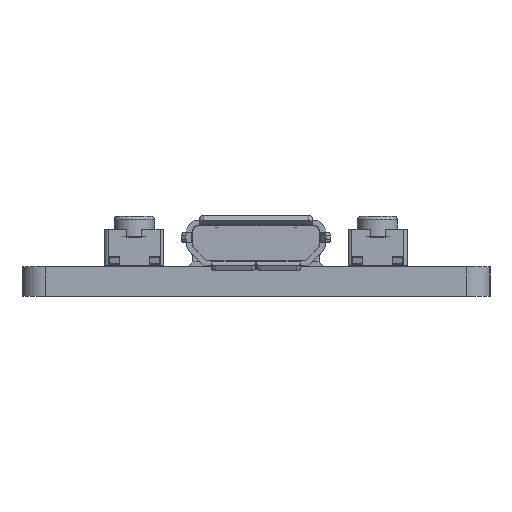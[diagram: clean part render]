
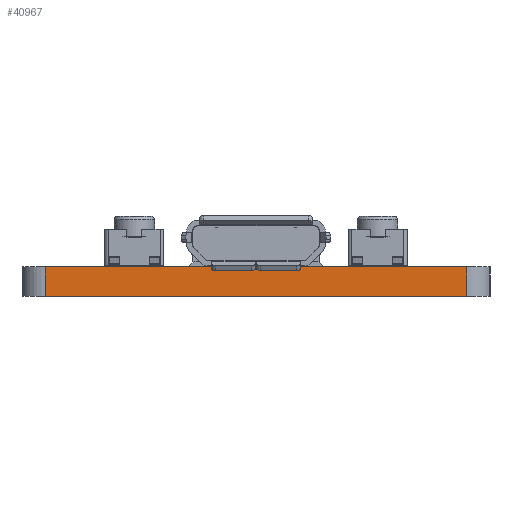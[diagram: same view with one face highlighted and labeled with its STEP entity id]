
A CAD part, left-side view. The second image highlights one B-rep face of the part: STEP entity #40967.
In plain terms, the highlighted planar face has unit normal (-1, 0, 0).
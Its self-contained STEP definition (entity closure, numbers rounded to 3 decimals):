
#36934 = PLANE('',#36935);
#36935 = AXIS2_PLACEMENT_3D('',#36936,#36937,#36938);
#36936 = CARTESIAN_POINT('',(152.654,-105.41,1.6));
#36937 = DIRECTION('',(0.,0.,1.));
#36938 = DIRECTION('',(1.,0.,-0.));
#36989 = PLANE('',#36990);
#36990 = AXIS2_PLACEMENT_3D('',#36991,#36992,#36993);
#36991 = CARTESIAN_POINT('',(152.654,-105.41,0.));
#36992 = DIRECTION('',(0.,0.,1.));
#36993 = DIRECTION('',(1.,0.,-0.));
#37022 = CYLINDRICAL_SURFACE('',#37023,1.27);
#37023 = AXIS2_PLACEMENT_3D('',#37024,#37025,#37026);
#37024 = CARTESIAN_POINT('',(121.793,-116.84,0.));
#37025 = DIRECTION('',(-0.,-0.,-1.));
#37026 = DIRECTION('',(1.,0.,-0.));
#37211 = VERTEX_POINT('',#37212);
#37212 = CARTESIAN_POINT('',(120.523,-93.98,0.));
#37227 = CYLINDRICAL_SURFACE('',#37228,1.27);
#37228 = AXIS2_PLACEMENT_3D('',#37229,#37230,#37231);
#37229 = CARTESIAN_POINT('',(121.793,-93.98,0.));
#37230 = DIRECTION('',(-0.,-0.,-1.));
#37231 = DIRECTION('',(1.,0.,-0.));
#37239 = EDGE_CURVE('',#37211,#37240,#37242,.T.);
#37240 = VERTEX_POINT('',#37241);
#37241 = CARTESIAN_POINT('',(120.523,-116.84,0.));
#37242 = SURFACE_CURVE('',#37243,(#37247,#37254),.PCURVE_S1.);
#37243 = LINE('',#37244,#37245);
#37244 = CARTESIAN_POINT('',(120.523,-93.98,0.));
#37245 = VECTOR('',#37246,1.);
#37246 = DIRECTION('',(0.,-1.,0.));
#37247 = PCURVE('',#36989,#37248);
#37248 = DEFINITIONAL_REPRESENTATION('',(#37249),#37253);
#37249 = LINE('',#37250,#37251);
#37250 = CARTESIAN_POINT('',(-32.131,11.43));
#37251 = VECTOR('',#37252,1.);
#37252 = DIRECTION('',(0.,-1.));
#37253 = ( GEOMETRIC_REPRESENTATION_CONTEXT(2) 
PARAMETRIC_REPRESENTATION_CONTEXT() REPRESENTATION_CONTEXT('2D SPACE',''
  ) );
#37254 = PCURVE('',#37255,#37260);
#37255 = PLANE('',#37256);
#37256 = AXIS2_PLACEMENT_3D('',#37257,#37258,#37259);
#37257 = CARTESIAN_POINT('',(120.523,-93.98,0.));
#37258 = DIRECTION('',(1.,0.,-0.));
#37259 = DIRECTION('',(0.,-1.,0.));
#37260 = DEFINITIONAL_REPRESENTATION('',(#37261),#37265);
#37261 = LINE('',#37262,#37263);
#37262 = CARTESIAN_POINT('',(0.,0.));
#37263 = VECTOR('',#37264,1.);
#37264 = DIRECTION('',(1.,0.));
#37265 = ( GEOMETRIC_REPRESENTATION_CONTEXT(2) 
PARAMETRIC_REPRESENTATION_CONTEXT() REPRESENTATION_CONTEXT('2D SPACE',''
  ) );
#39249 = VERTEX_POINT('',#39250);
#39250 = CARTESIAN_POINT('',(120.523,-93.98,1.6));
#39272 = EDGE_CURVE('',#39249,#39273,#39275,.T.);
#39273 = VERTEX_POINT('',#39274);
#39274 = CARTESIAN_POINT('',(120.523,-116.84,1.6));
#39275 = SURFACE_CURVE('',#39276,(#39280,#39287),.PCURVE_S1.);
#39276 = LINE('',#39277,#39278);
#39277 = CARTESIAN_POINT('',(120.523,-93.98,1.6));
#39278 = VECTOR('',#39279,1.);
#39279 = DIRECTION('',(0.,-1.,0.));
#39280 = PCURVE('',#36934,#39281);
#39281 = DEFINITIONAL_REPRESENTATION('',(#39282),#39286);
#39282 = LINE('',#39283,#39284);
#39283 = CARTESIAN_POINT('',(-32.131,11.43));
#39284 = VECTOR('',#39285,1.);
#39285 = DIRECTION('',(0.,-1.));
#39286 = ( GEOMETRIC_REPRESENTATION_CONTEXT(2) 
PARAMETRIC_REPRESENTATION_CONTEXT() REPRESENTATION_CONTEXT('2D SPACE',''
  ) );
#39287 = PCURVE('',#37255,#39288);
#39288 = DEFINITIONAL_REPRESENTATION('',(#39289),#39293);
#39289 = LINE('',#39290,#39291);
#39290 = CARTESIAN_POINT('',(0.,-1.6));
#39291 = VECTOR('',#39292,1.);
#39292 = DIRECTION('',(1.,0.));
#39293 = ( GEOMETRIC_REPRESENTATION_CONTEXT(2) 
PARAMETRIC_REPRESENTATION_CONTEXT() REPRESENTATION_CONTEXT('2D SPACE',''
  ) );
#40917 = EDGE_CURVE('',#37240,#39273,#40918,.T.);
#40918 = SURFACE_CURVE('',#40919,(#40923,#40930),.PCURVE_S1.);
#40919 = LINE('',#40920,#40921);
#40920 = CARTESIAN_POINT('',(120.523,-116.84,0.));
#40921 = VECTOR('',#40922,1.);
#40922 = DIRECTION('',(0.,0.,1.));
#40923 = PCURVE('',#37022,#40924);
#40924 = DEFINITIONAL_REPRESENTATION('',(#40925),#40929);
#40925 = LINE('',#40926,#40927);
#40926 = CARTESIAN_POINT('',(-3.142,0.));
#40927 = VECTOR('',#40928,1.);
#40928 = DIRECTION('',(-0.,-1.));
#40929 = ( GEOMETRIC_REPRESENTATION_CONTEXT(2) 
PARAMETRIC_REPRESENTATION_CONTEXT() REPRESENTATION_CONTEXT('2D SPACE',''
  ) );
#40930 = PCURVE('',#37255,#40931);
#40931 = DEFINITIONAL_REPRESENTATION('',(#40932),#40936);
#40932 = LINE('',#40933,#40934);
#40933 = CARTESIAN_POINT('',(22.86,0.));
#40934 = VECTOR('',#40935,1.);
#40935 = DIRECTION('',(0.,-1.));
#40936 = ( GEOMETRIC_REPRESENTATION_CONTEXT(2) 
PARAMETRIC_REPRESENTATION_CONTEXT() REPRESENTATION_CONTEXT('2D SPACE',''
  ) );
#40967 = ADVANCED_FACE('',(#40968),#37255,.F.);
#40968 = FACE_BOUND('',#40969,.F.);
#40969 = EDGE_LOOP('',(#40970,#40991,#40992,#40993));
#40970 = ORIENTED_EDGE('',*,*,#40971,.T.);
#40971 = EDGE_CURVE('',#37211,#39249,#40972,.T.);
#40972 = SURFACE_CURVE('',#40973,(#40977,#40984),.PCURVE_S1.);
#40973 = LINE('',#40974,#40975);
#40974 = CARTESIAN_POINT('',(120.523,-93.98,0.));
#40975 = VECTOR('',#40976,1.);
#40976 = DIRECTION('',(0.,0.,1.));
#40977 = PCURVE('',#37255,#40978);
#40978 = DEFINITIONAL_REPRESENTATION('',(#40979),#40983);
#40979 = LINE('',#40980,#40981);
#40980 = CARTESIAN_POINT('',(0.,0.));
#40981 = VECTOR('',#40982,1.);
#40982 = DIRECTION('',(0.,-1.));
#40983 = ( GEOMETRIC_REPRESENTATION_CONTEXT(2) 
PARAMETRIC_REPRESENTATION_CONTEXT() REPRESENTATION_CONTEXT('2D SPACE',''
  ) );
#40984 = PCURVE('',#37227,#40985);
#40985 = DEFINITIONAL_REPRESENTATION('',(#40986),#40990);
#40986 = LINE('',#40987,#40988);
#40987 = CARTESIAN_POINT('',(-3.142,0.));
#40988 = VECTOR('',#40989,1.);
#40989 = DIRECTION('',(-0.,-1.));
#40990 = ( GEOMETRIC_REPRESENTATION_CONTEXT(2) 
PARAMETRIC_REPRESENTATION_CONTEXT() REPRESENTATION_CONTEXT('2D SPACE',''
  ) );
#40991 = ORIENTED_EDGE('',*,*,#39272,.T.);
#40992 = ORIENTED_EDGE('',*,*,#40917,.F.);
#40993 = ORIENTED_EDGE('',*,*,#37239,.F.);
